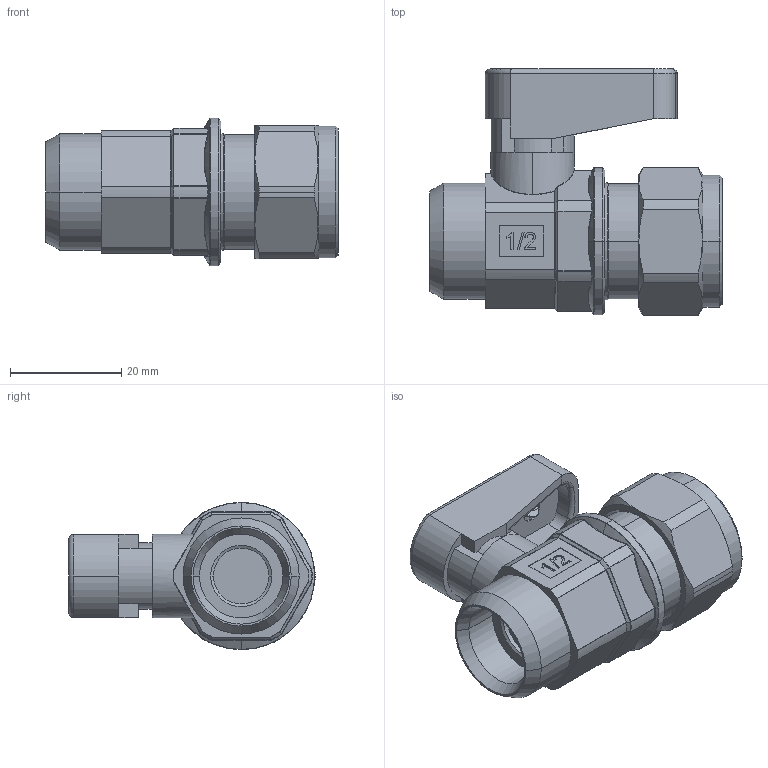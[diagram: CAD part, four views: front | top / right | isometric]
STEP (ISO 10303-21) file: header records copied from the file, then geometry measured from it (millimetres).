
FILE_DESCRIPTION (( 'STEP AP214' ), '1' );
FILE_NAME ('0644000014.step', '2012-10-02T16:33:18', ( '' ), ( '' ), 'SwSTEP 2.0', 'SolidWorks 2012', '' );
FILE_SCHEMA (( 'AUTOMOTIVE_DESIGN' ));
Length unit declared in the file: millimetre
Products named in the file (1): 0644000014
Bounding box: 52.6 x 44.3 x 26.5 mm (x, y, z)
Volume: 24673.3 mm3; surface area: 10018.6 mm2
Topology: 3 solids, 3 shells, 993 faces, 2521 edges, 1582 vertices
Faces by surface type: plane 425, bspline 312, cylinder 142, torus 53, cone 41, sphere 20
Entity records: 42445 total; most frequent: CARTESIAN_POINT 20747, ORIENTED_EDGE 4992, DIRECTION 3629, EDGE_CURVE 2496, VERTEX_POINT 1582, VECTOR 1339, LINE 1339, AXIS2_PLACEMENT_3D 1145
